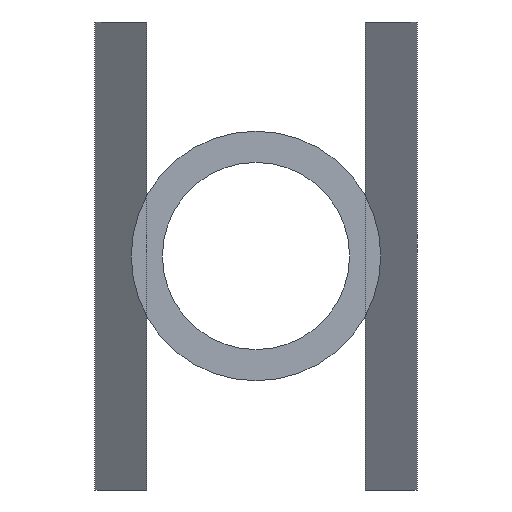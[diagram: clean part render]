
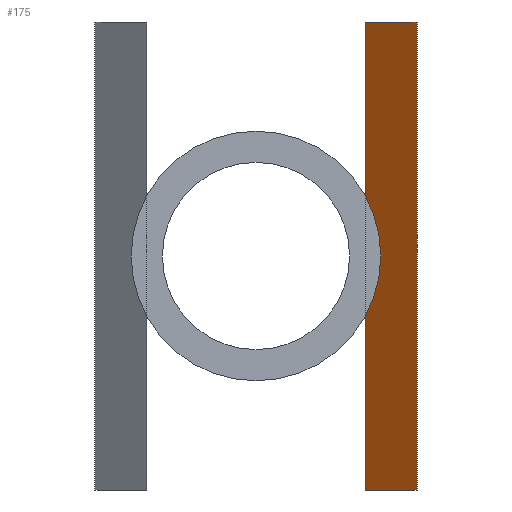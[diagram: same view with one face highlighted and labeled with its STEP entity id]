
A CAD part, front view. The second image highlights one B-rep face of the part: STEP entity #175.
In plain terms, the highlighted planar face has unit normal (1, -0.018, 0).
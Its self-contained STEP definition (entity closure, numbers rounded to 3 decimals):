
#17 = VECTOR ( 'NONE', #253, 1000. ) ;
#22 = CARTESIAN_POINT ( 'NONE',  ( 10.322, 363.005, -15. ) ) ;
#25 = ORIENTED_EDGE ( 'NONE', *, *, #151, .F. ) ;
#31 = CARTESIAN_POINT ( 'NONE',  ( 8., 230., -15. ) ) ;
#50 = LINE ( 'NONE', #86, #17 ) ;
#53 = DIRECTION ( 'NONE',  ( 0.017, 1., 0. ) ) ;
#72 = ORIENTED_EDGE ( 'NONE', *, *, #133, .T. ) ;
#86 = CARTESIAN_POINT ( 'NONE',  ( 10.322, 363.005, -15. ) ) ;
#95 = LINE ( 'NONE', #112, #136 ) ;
#98 = CARTESIAN_POINT ( 'NONE',  ( 7., 172.71, -15. ) ) ;
#101 = PLANE ( 'NONE',  #126 ) ;
#108 = DIRECTION ( 'NONE',  ( 0.017, 1., 0. ) ) ;
#112 = CARTESIAN_POINT ( 'NONE',  ( 7., 172.71, -15. ) ) ;
#122 = ORIENTED_EDGE ( 'NONE', *, *, #328, .T. ) ;
#126 = AXIS2_PLACEMENT_3D ( 'NONE', #235, #245, #108 ) ;
#133 = EDGE_CURVE ( 'NONE', #341, #242, #270, .T. ) ;
#136 = VECTOR ( 'NONE', #224, 1000. ) ;
#142 = DIRECTION ( 'NONE',  ( 0.017, 1., 0. ) ) ;
#151 = EDGE_CURVE ( 'NONE', #159, #239, #244, .T. ) ;
#153 = ORIENTED_EDGE ( 'NONE', *, *, #184, .F. ) ;
#159 = VERTEX_POINT ( 'NONE', #334 ) ;
#175 = ADVANCED_FACE ( 'NONE', ( #357 ), #101, .T. ) ;
#184 = EDGE_CURVE ( 'NONE', #341, #159, #95, .T. ) ;
#224 = DIRECTION ( 'NONE',  ( 0., 0., 1. ) ) ;
#229 = VECTOR ( 'NONE', #142, 1000. ) ;
#235 = CARTESIAN_POINT ( 'NONE',  ( 8., 230., -15. ) ) ;
#239 = VERTEX_POINT ( 'NONE', #315 ) ;
#241 = CARTESIAN_POINT ( 'NONE',  ( 8., 230., 15. ) ) ;
#242 = VERTEX_POINT ( 'NONE', #22 ) ;
#244 = LINE ( 'NONE', #241, #229 ) ;
#245 = DIRECTION ( 'NONE',  ( 1., -0.017, 0. ) ) ;
#253 = DIRECTION ( 'NONE',  ( 0., 0., 1. ) ) ;
#270 = LINE ( 'NONE', #31, #333 ) ;
#315 = CARTESIAN_POINT ( 'NONE',  ( 10.322, 363.005, 15. ) ) ;
#321 = EDGE_LOOP ( 'NONE', ( #25, #153, #72, #122 ) ) ;
#328 = EDGE_CURVE ( 'NONE', #242, #239, #50, .T. ) ;
#333 = VECTOR ( 'NONE', #53, 1000. ) ;
#334 = CARTESIAN_POINT ( 'NONE',  ( 7., 172.71, 15. ) ) ;
#341 = VERTEX_POINT ( 'NONE', #98 ) ;
#357 = FACE_OUTER_BOUND ( 'NONE', #321, .T. ) ;
